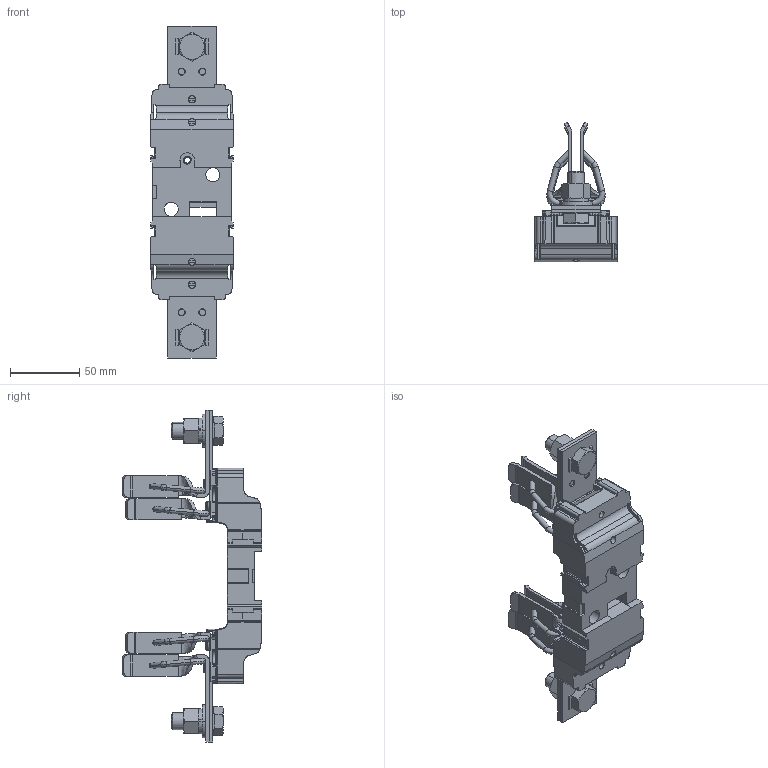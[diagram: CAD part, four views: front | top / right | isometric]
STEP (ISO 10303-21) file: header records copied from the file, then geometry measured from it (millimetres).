
FILE_DESCRIPTION((''),'2;1');
FILE_NAME('004121600_PT3_M12-M12_1P_ASM','2023-10-25T12:05:04',('klemen.sitar'),('Audax d.o.o.'),'CREO PARAMETRIC BY PTC INC, 2021304','CREO PARAMETRIC BY PTC INC, 2021304','');
FILE_SCHEMA(('AP242_MANAGED_MODEL_BASED_3D_ENGINEERING_MIM_LF { 1 0 10303 442 1 1 4 }'));
Products named in the file (14): ASM0024_ASM_1_1_ASM_1_1_1; 0000047317_1_1_2_3_1_1_1; 0000038459_1_1_1_1; 0000038462_1_1_1_1; 0000038678_1_1_1_1; BASE_ASM; 0000033927_1_1_1_1; 0000032770_1_1_1_1; 0000032788_1_1_1_1; 0000032765_1_1_1_1; M12_T_ASM; M12_B_ASM; ETI_LOGO_13_2X7_71MM; 004121600_PT3_M12-M12_1P_ASM
Assembly tree (25 placements, depth 3):
  004121600_PT3_M12-M12_1P_ASM
    BASE_ASM
      ASM0024_ASM_1_1_ASM_1_1_1
      0000047317_1_1_2_3_1_1_1  x4
      0000038459_1_1_1_1  x2
      0000038462_1_1_1_1  x2
      0000038678_1_1_1_1  x4
    M12_T_ASM
      0000033927_1_1_1_1
      0000032770_1_1_1_1
      0000032788_1_1_1_1
      0000032765_1_1_1_1
    M12_B_ASM
      0000033927_1_1_1_1
      0000032770_1_1_1_1
      0000032788_1_1_1_1
      0000032765_1_1_1_1
    ETI_LOGO_13_2X7_71MM
Bounding box: 59.8 x 101 x 240 mm (x, y, z)
Volume: 66632.5 mm3; surface area: 99390.2 mm2
Topology: 23 solids, 34 shells, 1876 faces, 4742 edges, 2901 vertices
Faces by surface type: plane 704, cylinder 633, bspline 192, torus 148, cone 148, extrusion 27, sphere 24
Entity records: 92089 total; most frequent: CARTESIAN_POINT 43388, ORIENTED_EDGE 7504, DIRECTION 7073, EDGE_CURVE 3763, PRESENTATION_STYLE_ASSIGNMENT 3752, STYLED_ITEM 3752, CURVE_STYLE 3641, AXIS2_PLACEMENT_3D 2562
